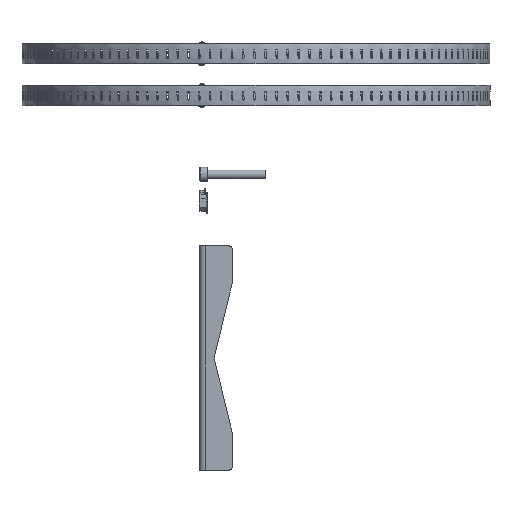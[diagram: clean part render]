
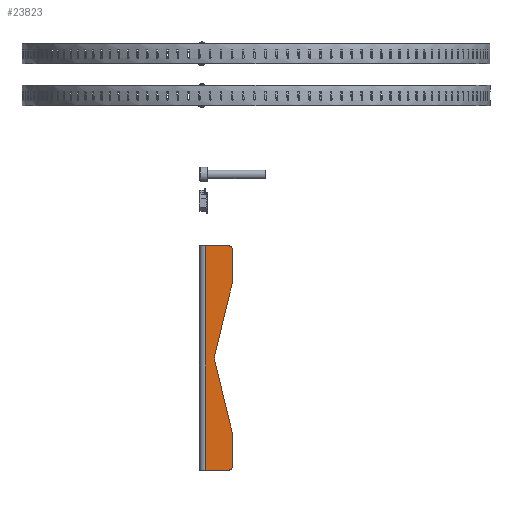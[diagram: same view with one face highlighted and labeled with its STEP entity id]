
A CAD part, left-side view. The second image highlights one B-rep face of the part: STEP entity #23823.
In plain terms, the highlighted planar face has unit normal (-1, 0, 0).
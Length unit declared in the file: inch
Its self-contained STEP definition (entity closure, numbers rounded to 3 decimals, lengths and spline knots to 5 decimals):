
#609 = CARTESIAN_POINT ( 'NONE',  ( -0.925, 0.76, 0. ) ) ;
#822 = EDGE_CURVE ( 'NONE', #60773, #36458, #28874, .T. ) ;
#967 = VECTOR ( 'NONE', #5689, 39.37008 ) ;
#2016 = PLANE ( 'NONE',  #62474 ) ;
#3486 = CIRCLE ( 'NONE', #46938, 0.125 ) ;
#4176 = LINE ( 'NONE', #11218, #51662 ) ;
#4943 = EDGE_CURVE ( 'NONE', #20337, #48359, #30136, .T. ) ;
#5083 = DIRECTION ( 'NONE',  ( 0., -1., 0. ) ) ;
#5267 = CARTESIAN_POINT ( 'NONE',  ( -0.925, 0., 2.125 ) ) ;
#5689 = DIRECTION ( 'NONE',  ( 0., 0.236, 0.972 ) ) ;
#7533 = CARTESIAN_POINT ( 'NONE',  ( -0.925, 0., 2.96555 ) ) ;
#8678 = CARTESIAN_POINT ( 'NONE',  ( -0.925, 0.5, 0.0625 ) ) ;
#8991 = EDGE_CURVE ( 'NONE', #20108, #20337, #4176, .T. ) ;
#10799 = CARTESIAN_POINT ( 'NONE',  ( -0.925, 0.125, -2.96555 ) ) ;
#11218 = CARTESIAN_POINT ( 'NONE',  ( -0.925, 0.5, 0. ) ) ;
#11277 = ORIENTED_EDGE ( 'NONE', *, *, #21237, .T. ) ;
#11332 = LINE ( 'NONE', #609, #67152 ) ;
#11464 = ORIENTED_EDGE ( 'NONE', *, *, #822, .T. ) ;
#13591 = VERTEX_POINT ( 'NONE', #50327 ) ;
#15048 = VERTEX_POINT ( 'NONE', #36751 ) ;
#15795 = DIRECTION ( 'NONE',  ( 1., 0., 0. ) ) ;
#18472 = CARTESIAN_POINT ( 'NONE',  ( -0.925, 0., -2.125 ) ) ;
#18490 = CARTESIAN_POINT ( 'NONE',  ( -0.925, 0., 0. ) ) ;
#20108 = VERTEX_POINT ( 'NONE', #45865 ) ;
#20337 = VERTEX_POINT ( 'NONE', #63386 ) ;
#21232 = VECTOR ( 'NONE', #33533, 39.37008 ) ;
#21237 = EDGE_CURVE ( 'NONE', #48359, #65976, #47402, .T. ) ;
#23823 = ADVANCED_FACE ( 'NONE', ( #51023 ), #2016, .T. ) ;
#24415 = DIRECTION ( 'NONE',  ( 0., 1., 0. ) ) ;
#25472 = CIRCLE ( 'NONE', #34583, 0.125 ) ;
#27152 = ORIENTED_EDGE ( 'NONE', *, *, #57611, .T. ) ;
#28178 = EDGE_CURVE ( 'NONE', #13591, #36017, #11332, .T. ) ;
#28874 = LINE ( 'NONE', #18490, #21232 ) ;
#29308 = ORIENTED_EDGE ( 'NONE', *, *, #57014, .F. ) ;
#30002 = CARTESIAN_POINT ( 'NONE',  ( -0.925, 0.76, -3.09055 ) ) ;
#30136 = LINE ( 'NONE', #8678, #60873 ) ;
#31614 = DIRECTION ( 'NONE',  ( 0., 0., 1. ) ) ;
#33373 = DIRECTION ( 'NONE',  ( 0., 0., 1. ) ) ;
#33483 = ORIENTED_EDGE ( 'NONE', *, *, #70420, .F. ) ;
#33533 = DIRECTION ( 'NONE',  ( 0., 0., 1. ) ) ;
#34583 = AXIS2_PLACEMENT_3D ( 'NONE', #37969, #15795, #5083 ) ;
#35479 = LINE ( 'NONE', #63723, #37518 ) ;
#36017 = VERTEX_POINT ( 'NONE', #30002 ) ;
#36458 = VERTEX_POINT ( 'NONE', #18472 ) ;
#36751 = CARTESIAN_POINT ( 'NONE',  ( -0.925, 0.125, -3.09055 ) ) ;
#37518 = VECTOR ( 'NONE', #24415, 39.37008 ) ;
#37969 = CARTESIAN_POINT ( 'NONE',  ( -0.925, 0.125, 2.96555 ) ) ;
#38864 = DIRECTION ( 'NONE',  ( 0., 0., -1. ) ) ;
#39289 = CARTESIAN_POINT ( 'NONE',  ( -0.925, 0., -2.125 ) ) ;
#39486 = EDGE_CURVE ( 'NONE', #15048, #60773, #3486, .T. ) ;
#40161 = ORIENTED_EDGE ( 'NONE', *, *, #57327, .F. ) ;
#41016 = ORIENTED_EDGE ( 'NONE', *, *, #28178, .T. ) ;
#41794 = EDGE_LOOP ( 'NONE', ( #64821, #11277, #33483, #40161, #41016, #29308, #57226, #11464, #27152, #53945 ) ) ;
#42360 = CARTESIAN_POINT ( 'NONE',  ( -0.925, 0., 0. ) ) ;
#42809 = VECTOR ( 'NONE', #31614, 39.37008 ) ;
#45670 = CARTESIAN_POINT ( 'NONE',  ( -0.925, 0., 0. ) ) ;
#45865 = CARTESIAN_POINT ( 'NONE',  ( -0.925, 0.5, -0.0625 ) ) ;
#46371 = DIRECTION ( 'NONE',  ( -1., 0., 0. ) ) ;
#46938 = AXIS2_PLACEMENT_3D ( 'NONE', #10799, #70481, #47633 ) ;
#47402 = LINE ( 'NONE', #42360, #42809 ) ;
#47633 = DIRECTION ( 'NONE',  ( 0., 1., 0. ) ) ;
#48359 = VERTEX_POINT ( 'NONE', #5267 ) ;
#50079 = VECTOR ( 'NONE', #66183, 39.37008 ) ;
#50101 = LINE ( 'NONE', #60830, #50079 ) ;
#50327 = CARTESIAN_POINT ( 'NONE',  ( -0.925, 0.76, 3.09055 ) ) ;
#51023 = FACE_OUTER_BOUND ( 'NONE', #41794, .T. ) ;
#51662 = VECTOR ( 'NONE', #33373, 39.37008 ) ;
#53714 = CARTESIAN_POINT ( 'NONE',  ( -0.925, 0.125, 3.09055 ) ) ;
#53945 = ORIENTED_EDGE ( 'NONE', *, *, #8991, .T. ) ;
#57014 = EDGE_CURVE ( 'NONE', #15048, #36017, #35479, .T. ) ;
#57226 = ORIENTED_EDGE ( 'NONE', *, *, #39486, .T. ) ;
#57327 = EDGE_CURVE ( 'NONE', #13591, #69383, #50101, .T. ) ;
#57611 = EDGE_CURVE ( 'NONE', #36458, #20108, #60396, .T. ) ;
#57683 = DIRECTION ( 'NONE',  ( 0., -0.236, 0.972 ) ) ;
#60396 = LINE ( 'NONE', #39289, #967 ) ;
#60773 = VERTEX_POINT ( 'NONE', #63608 ) ;
#60830 = CARTESIAN_POINT ( 'NONE',  ( -0.925, 0.65264, 3.09055 ) ) ;
#60873 = VECTOR ( 'NONE', #57683, 39.37008 ) ;
#62474 = AXIS2_PLACEMENT_3D ( 'NONE', #45670, #46371, #67449 ) ;
#63386 = CARTESIAN_POINT ( 'NONE',  ( -0.925, 0.5, 0.0625 ) ) ;
#63608 = CARTESIAN_POINT ( 'NONE',  ( -0.925, 0., -2.96555 ) ) ;
#63723 = CARTESIAN_POINT ( 'NONE',  ( -0.925, 0.65264, -3.09055 ) ) ;
#64821 = ORIENTED_EDGE ( 'NONE', *, *, #4943, .T. ) ;
#65976 = VERTEX_POINT ( 'NONE', #7533 ) ;
#66183 = DIRECTION ( 'NONE',  ( 0., -1., 0. ) ) ;
#67152 = VECTOR ( 'NONE', #38864, 39.37008 ) ;
#67449 = DIRECTION ( 'NONE',  ( 0., 0., 1. ) ) ;
#69383 = VERTEX_POINT ( 'NONE', #53714 ) ;
#70420 = EDGE_CURVE ( 'NONE', #69383, #65976, #25472, .T. ) ;
#70481 = DIRECTION ( 'NONE',  ( -1., 0., 0. ) ) ;
